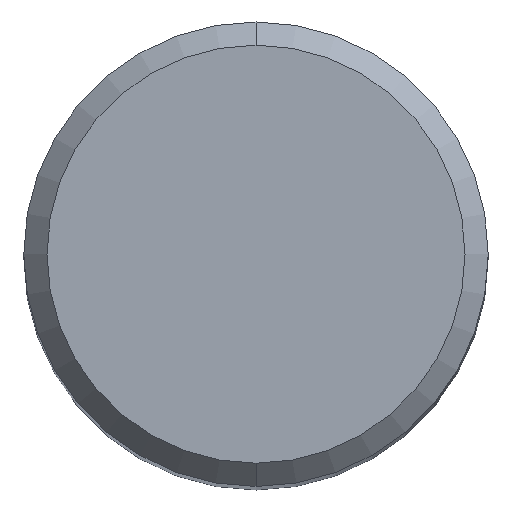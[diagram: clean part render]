
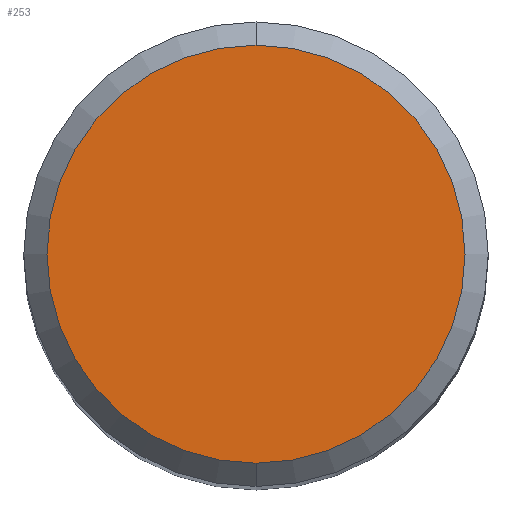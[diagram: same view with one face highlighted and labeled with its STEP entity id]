
A CAD part, top view. The second image highlights one B-rep face of the part: STEP entity #253.
In plain terms, the highlighted planar face has unit normal (0, 0, 1).
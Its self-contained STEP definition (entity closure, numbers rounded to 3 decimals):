
#253=ADVANCED_FACE('',(#553),#554,.T.);
#261=EDGE_CURVE('',#437,#377,#563,.T.);
#355=EDGE_CURVE('',#377,#437,#670,.T.);
#377=VERTEX_POINT('',#694);
#437=VERTEX_POINT('',#756);
#553=FACE_OUTER_BOUND('',#950,.T.);
#554=PLANE('',#951);
#563=CIRCLE('',#975,3.6);
#670=CIRCLE('',#1129,3.6);
#694=CARTESIAN_POINT('',(0.0,3.6,0.0));
#756=CARTESIAN_POINT('',(0.,-3.6,0.0));
#950=EDGE_LOOP('',(#1498,#1499));
#951=AXIS2_PLACEMENT_3D('',#1500,#1501,#1502);
#975=AXIS2_PLACEMENT_3D('',#1511,#1512,#1513);
#1129=AXIS2_PLACEMENT_3D('',#1658,#1659,#1660);
#1498=ORIENTED_EDGE('',*,*,#355,.F.);
#1499=ORIENTED_EDGE('',*,*,#261,.F.);
#1500=CARTESIAN_POINT('',(0.0,1.8,0.0));
#1501=DIRECTION('',(-0.0,0.0,1.0));
#1502=DIRECTION('',(0.0,-1.0,0.0));
#1511=CARTESIAN_POINT('',(0.0,0.0,0.0));
#1512=DIRECTION('',(0.0,0.0,-1.0));
#1513=DIRECTION('',(0.0,1.0,0.0));
#1658=CARTESIAN_POINT('',(0.0,0.0,0.0));
#1659=DIRECTION('',(0.0,0.0,-1.0));
#1660=DIRECTION('',(0.0,1.0,0.0));
